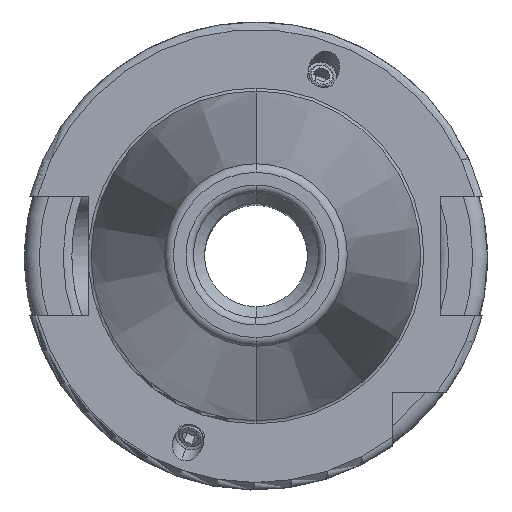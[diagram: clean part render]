
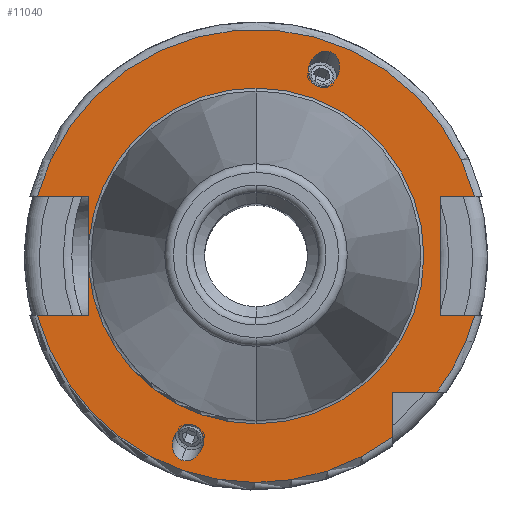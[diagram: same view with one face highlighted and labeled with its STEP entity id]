
A CAD part, top view. The second image highlights one B-rep face of the part: STEP entity #11040.
In plain terms, the highlighted planar face has unit normal (0, 0, 1).
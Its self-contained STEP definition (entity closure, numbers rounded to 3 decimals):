
#3647=CARTESIAN_POINT('',(0,0,15.9));
#3648=DIRECTION('',(0,0,1));
#3649=DIRECTION('',(0.965,0.262,0));
#3650=AXIS2_PLACEMENT_3D('',#3647,#3648,#3649);
#3698=CARTESIAN_POINT('',(0,0,15.9));
#3699=DIRECTION('',(0,0,1));
#3700=DIRECTION('',(-0.965,-0.262,0));
#3701=AXIS2_PLACEMENT_3D('',#3698,#3699,#3700);
#3714=DIRECTION('',(1,0,0));
#3715=VECTOR('',#3714,7.004);
#3716=CARTESIAN_POINT('',(-29.704,-8.05,15.9));
#3717=LINE('',#3716,#3715);
#3718=DIRECTION('',(0,1,0));
#3719=VECTOR('',#3718,5.917);
#3720=CARTESIAN_POINT('',(-22.7,-8.05,15.9));
#3721=LINE('',#3720,#3719);
#3722=DIRECTION('',(0,1,0));
#3723=VECTOR('',#3722,5.917);
#3724=CARTESIAN_POINT('',(-22.7,2.133,15.9));
#3725=LINE('',#3724,#3723);
#3726=DIRECTION('',(1,0,0));
#3727=VECTOR('',#3726,7.004);
#3728=CARTESIAN_POINT('',(-29.704,8.05,15.9));
#3729=LINE('',#3728,#3727);
#3730=DIRECTION('',(-1,0,0));
#3731=VECTOR('',#3730,4.704);
#3732=CARTESIAN_POINT('',(29.704,8.05,15.9));
#3733=LINE('',#3732,#3731);
#3734=DIRECTION('',(0,-1,0));
#3735=VECTOR('',#3734,16.1);
#3736=CARTESIAN_POINT('',(25,8.05,15.9));
#3737=LINE('',#3736,#3735);
#3738=DIRECTION('',(-1,0,0));
#3739=VECTOR('',#3738,4.704);
#3740=CARTESIAN_POINT('',(29.704,-8.05,15.9));
#3741=LINE('',#3740,#3739);
#3742=CARTESIAN_POINT('',(0,0,15.9));
#3743=DIRECTION('',(0,0,1));
#3744=DIRECTION('',(0.799,-0.601,0));
#3745=AXIS2_PLACEMENT_3D('',#3742,#3743,#3744);
#3747=DIRECTION('',(-1,0,0));
#3748=VECTOR('',#3747,6.094);
#3749=CARTESIAN_POINT('',(24.594,-18.5,15.9));
#3750=LINE('',#3749,#3748);
#3751=DIRECTION('',(0,1,0));
#3752=VECTOR('',#3751,6.094);
#3753=CARTESIAN_POINT('',(18.5,-24.594,15.9));
#3754=LINE('',#3753,#3752);
#3755=CARTESIAN_POINT('',(10.09,27.723,15.9));
#3756=CARTESIAN_POINT('',(9.863,27.806,15.9));
#3757=CARTESIAN_POINT('',(9.337,27.884,15.9));
#3758=CARTESIAN_POINT('',(8.455,27.594,15.9));
#3759=CARTESIAN_POINT('',(7.834,27.033,15.9));
#3760=CARTESIAN_POINT('',(7.483,26.49,15.9));
#3761=CARTESIAN_POINT('',(7.298,26.077,15.9));
#3762=CARTESIAN_POINT('',(7.174,25.641,15.9));
#3763=CARTESIAN_POINT('',(7.094,25.,15.9));
#3764=CARTESIAN_POINT('',(7.208,24.17,15.9));
#3765=CARTESIAN_POINT('',(7.698,23.381,15.9));
#3766=CARTESIAN_POINT('',(8.152,23.103,15.9));
#3767=CARTESIAN_POINT('',(8.379,23.02,15.9));
#3769=CARTESIAN_POINT('',(8.379,23.02,15.9));
#3770=CARTESIAN_POINT('',(8.606,22.937,15.9));
#3771=CARTESIAN_POINT('',(9.133,22.859,15.9));
#3772=CARTESIAN_POINT('',(10.014,23.149,15.9));
#3773=CARTESIAN_POINT('',(10.635,23.711,15.9));
#3774=CARTESIAN_POINT('',(10.986,24.253,15.9));
#3775=CARTESIAN_POINT('',(11.171,24.667,15.9));
#3776=CARTESIAN_POINT('',(11.295,25.103,15.9));
#3777=CARTESIAN_POINT('',(11.375,25.744,15.9));
#3778=CARTESIAN_POINT('',(11.261,26.573,15.9));
#3779=CARTESIAN_POINT('',(10.771,27.362,15.9));
#3780=CARTESIAN_POINT('',(10.318,27.641,15.9));
#3781=CARTESIAN_POINT('',(10.09,27.723,15.9));
#3783=CARTESIAN_POINT('',(-10.09,-27.723,15.9));
#3784=CARTESIAN_POINT('',(-10.318,-27.641,15.9));
#3785=CARTESIAN_POINT('',(-10.771,-27.362,15.9));
#3786=CARTESIAN_POINT('',(-11.261,-26.573,15.9));
#3787=CARTESIAN_POINT('',(-11.375,-25.744,15.9));
#3788=CARTESIAN_POINT('',(-11.295,-25.103,15.9));
#3789=CARTESIAN_POINT('',(-11.171,-24.667,15.9));
#3790=CARTESIAN_POINT('',(-10.986,-24.253,15.9));
#3791=CARTESIAN_POINT('',(-10.635,-23.711,15.9));
#3792=CARTESIAN_POINT('',(-10.014,-23.149,15.9));
#3793=CARTESIAN_POINT('',(-9.133,-22.859,15.9));
#3794=CARTESIAN_POINT('',(-8.606,-22.937,15.9));
#3795=CARTESIAN_POINT('',(-8.379,-23.02,15.9));
#3797=CARTESIAN_POINT('',(-8.379,-23.02,15.9));
#3798=CARTESIAN_POINT('',(-8.152,-23.103,15.9));
#3799=CARTESIAN_POINT('',(-7.698,-23.381,15.9));
#3800=CARTESIAN_POINT('',(-7.208,-24.17,15.9));
#3801=CARTESIAN_POINT('',(-7.094,-25.,15.9));
#3802=CARTESIAN_POINT('',(-7.174,-25.641,15.9));
#3803=CARTESIAN_POINT('',(-7.298,-26.077,15.9));
#3804=CARTESIAN_POINT('',(-7.483,-26.49,15.9));
#3805=CARTESIAN_POINT('',(-7.834,-27.033,15.9));
#3806=CARTESIAN_POINT('',(-8.455,-27.594,15.9));
#3807=CARTESIAN_POINT('',(-9.337,-27.884,15.9));
#3808=CARTESIAN_POINT('',(-9.863,-27.806,15.9));
#3809=CARTESIAN_POINT('',(-10.09,-27.723,15.9));
#3826=CARTESIAN_POINT('',(0,0,15.9));
#3827=DIRECTION('',(0,0,1));
#3828=DIRECTION('',(0,1,0));
#3829=AXIS2_PLACEMENT_3D('',#3826,#3827,#3828);
#3841=CARTESIAN_POINT('',(0,0,15.9));
#3842=DIRECTION('',(0,0,1));
#3843=DIRECTION('',(-0.996,-0.094,0));
#3844=AXIS2_PLACEMENT_3D('',#3841,#3842,#3843);
#3846=CARTESIAN_POINT('',(0,0,15.9));
#3847=DIRECTION('',(0,0,-1));
#3848=DIRECTION('',(0,1,0));
#3849=AXIS2_PLACEMENT_3D('',#3846,#3847,#3848);
#5088=CARTESIAN_POINT('',(0,22.8,15.9));
#5090=VERTEX_POINT('',#5088);
#5110=CARTESIAN_POINT('',(0,-22.8,15.9));
#5112=VERTEX_POINT('',#5110);
#5250=CARTESIAN_POINT('',(-29.704,-8.05,15.9));
#5251=CARTESIAN_POINT('',(-22.7,-8.05,15.9));
#5252=VERTEX_POINT('',#5250);
#5253=VERTEX_POINT('',#5251);
#5254=CARTESIAN_POINT('',(-22.7,-2.133,15.9));
#5255=VERTEX_POINT('',#5254);
#5256=CARTESIAN_POINT('',(-22.7,2.133,15.9));
#5257=CARTESIAN_POINT('',(-22.7,8.05,15.9));
#5258=VERTEX_POINT('',#5256);
#5259=VERTEX_POINT('',#5257);
#5260=CARTESIAN_POINT('',(-29.704,8.05,15.9));
#5261=VERTEX_POINT('',#5260);
#5262=CARTESIAN_POINT('',(25,8.05,15.9));
#5263=CARTESIAN_POINT('',(25,-8.05,15.9));
#5264=VERTEX_POINT('',#5262);
#5265=VERTEX_POINT('',#5263);
#5266=CARTESIAN_POINT('',(29.704,-8.05,15.9));
#5267=VERTEX_POINT('',#5266);
#5268=CARTESIAN_POINT('',(29.704,8.05,15.9));
#5269=VERTEX_POINT('',#5268);
#5270=CARTESIAN_POINT('',(18.5,-24.594,15.9));
#5271=CARTESIAN_POINT('',(18.5,-18.5,15.9));
#5272=VERTEX_POINT('',#5270);
#5273=VERTEX_POINT('',#5271);
#5274=CARTESIAN_POINT('',(24.594,-18.5,15.9));
#5275=VERTEX_POINT('',#5274);
#5366=VERTEX_POINT('',#3755);
#5367=VERTEX_POINT('',#3767);
#5427=CARTESIAN_POINT('',(-10.09,-27.723,15.9));
#5429=VERTEX_POINT('',#5427);
#5432=CARTESIAN_POINT('',(-8.379,-23.02,15.9));
#5433=VERTEX_POINT('',#5432);
#10999=CARTESIAN_POINT('',(0,0,15.9));
#11000=DIRECTION('',(0,0,-1));
#11001=DIRECTION('',(0,-1,0));
#11002=AXIS2_PLACEMENT_3D('',#10999,#11000,#11001);
#11003=PLANE('',#11002);
#11004=ORIENTED_EDGE('',*,*,#10457,.T.);
#11006=ORIENTED_EDGE('',*,*,#11005,.T.);
#11008=ORIENTED_EDGE('',*,*,#11007,.T.);
#11010=ORIENTED_EDGE('',*,*,#11009,.F.);
#11012=ORIENTED_EDGE('',*,*,#11011,.T.);
#11014=ORIENTED_EDGE('',*,*,#11013,.T.);
#11015=ORIENTED_EDGE('',*,*,#10524,.F.);
#11016=ORIENTED_EDGE('',*,*,#10977,.F.);
#11018=ORIENTED_EDGE('',*,*,#11017,.T.);
#11020=ORIENTED_EDGE('',*,*,#11019,.T.);
#11021=ORIENTED_EDGE('',*,*,#5970,.F.);
#11022=ORIENTED_EDGE('',*,*,#10967,.F.);
#11023=ORIENTED_EDGE('',*,*,#10350,.T.);
#11024=ORIENTED_EDGE('',*,*,#10401,.F.);
#11025=ORIENTED_EDGE('',*,*,#10993,.F.);
#11026=EDGE_LOOP('',(#11004,#11006,#11008,#11010,#11012,#11014,#11015,#11016,
#11018,#11020,#11021,#11022,#11023,#11024,#11025));
#11027=FACE_OUTER_BOUND('',#11026,.F.);
#11029=ORIENTED_EDGE('',*,*,#11028,.T.);
#11031=ORIENTED_EDGE('',*,*,#11030,.T.);
#11032=EDGE_LOOP('',(#11029,#11031));
#11033=FACE_BOUND('',#11032,.F.);
#11035=ORIENTED_EDGE('',*,*,#11034,.F.);
#11037=ORIENTED_EDGE('',*,*,#11036,.F.);
#11038=EDGE_LOOP('',(#11035,#11037));
#11039=FACE_BOUND('',#11038,.F.);
#11040=ADVANCED_FACE('',(#11027,#11033,#11039),#11003,.F.);
#3651=CIRCLE('',#3650,30.775);
#3702=CIRCLE('',#3701,30.775);
#3746=CIRCLE('',#3745,30.775);
#3768=B_SPLINE_CURVE_WITH_KNOTS('',3,(#3755,#3756,#3757,#3758,#3759,#3760,#3761,
#3762,#3763,#3764,#3765,#3766,#3767),.UNSPECIFIED.,.F.,.F.,(4,1,1,1,1,1,1,1,1,1,
4),(0,0.125,0.25,0.375,0.438,0.5,0.563,0.625,0.75,0.875,
1.0),.UNSPECIFIED.);
#3782=B_SPLINE_CURVE_WITH_KNOTS('',3,(#3769,#3770,#3771,#3772,#3773,#3774,#3775,
#3776,#3777,#3778,#3779,#3780,#3781),.UNSPECIFIED.,.F.,.F.,(4,1,1,1,1,1,1,1,1,1,
4),(0,0.125,0.25,0.375,0.438,0.5,0.563,0.625,0.75,0.875,
1.0),.UNSPECIFIED.);
#3796=B_SPLINE_CURVE_WITH_KNOTS('',3,(#3783,#3784,#3785,#3786,#3787,#3788,#3789,
#3790,#3791,#3792,#3793,#3794,#3795),.UNSPECIFIED.,.F.,.F.,(4,1,1,1,1,1,1,1,1,1,
4),(0,0.125,0.25,0.375,0.438,0.5,0.563,0.625,0.75,0.875,
1.0),.UNSPECIFIED.);
#3810=B_SPLINE_CURVE_WITH_KNOTS('',3,(#3797,#3798,#3799,#3800,#3801,#3802,#3803,
#3804,#3805,#3806,#3807,#3808,#3809),.UNSPECIFIED.,.F.,.F.,(4,1,1,1,1,1,1,1,1,1,
4),(0,0.125,0.25,0.375,0.438,0.5,0.563,0.625,0.75,0.875,
1.0),.UNSPECIFIED.);
#3830=CIRCLE('',#3829,22.8);
#3845=CIRCLE('',#3844,22.8);
#3850=CIRCLE('',#3849,22.8);
#5970=EDGE_CURVE('',#5267,#5265,#3741,.T.);
#10350=EDGE_CURVE('',#5275,#5273,#3750,.T.);
#10401=EDGE_CURVE('',#5272,#5273,#3754,.T.);
#10457=EDGE_CURVE('',#5252,#5253,#3717,.T.);
#10524=EDGE_CURVE('',#5261,#5259,#3729,.T.);
#10967=EDGE_CURVE('',#5275,#5267,#3746,.T.);
#10977=EDGE_CURVE('',#5269,#5261,#3651,.T.);
#10993=EDGE_CURVE('',#5252,#5272,#3702,.T.);
#11005=EDGE_CURVE('',#5253,#5255,#3721,.T.);
#11007=EDGE_CURVE('',#5255,#5112,#3845,.T.);
#11009=EDGE_CURVE('',#5090,#5112,#3850,.T.);
#11011=EDGE_CURVE('',#5090,#5258,#3830,.T.);
#11013=EDGE_CURVE('',#5258,#5259,#3725,.T.);
#11017=EDGE_CURVE('',#5269,#5264,#3733,.T.);
#11019=EDGE_CURVE('',#5264,#5265,#3737,.T.);
#11028=EDGE_CURVE('',#5366,#5367,#3768,.T.);
#11030=EDGE_CURVE('',#5367,#5366,#3782,.T.);
#11034=EDGE_CURVE('',#5429,#5433,#3796,.T.);
#11036=EDGE_CURVE('',#5433,#5429,#3810,.T.);
